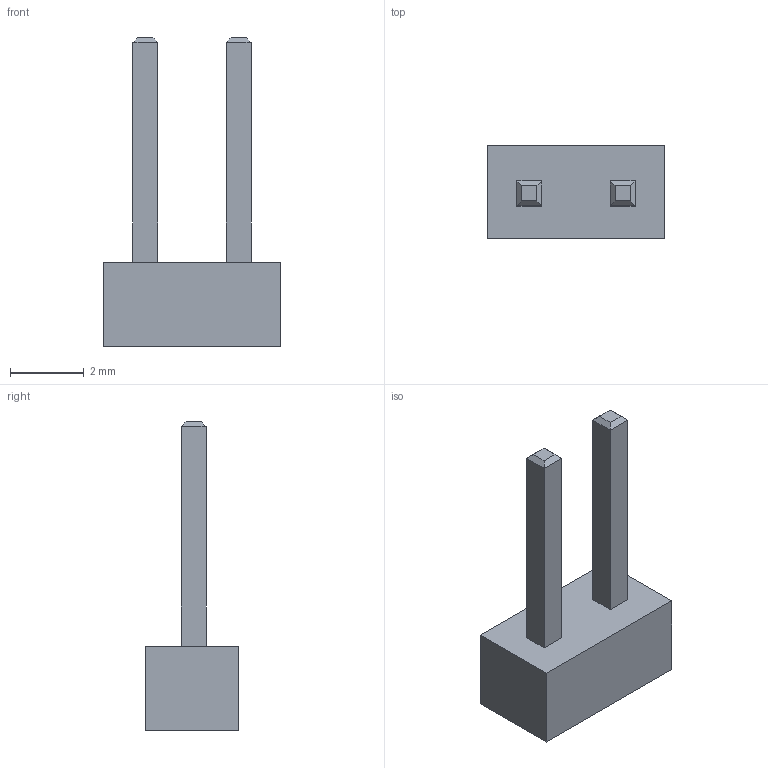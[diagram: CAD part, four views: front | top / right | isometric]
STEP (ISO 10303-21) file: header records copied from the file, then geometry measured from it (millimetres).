
FILE_DESCRIPTION(/* description */ (''),/* implementation_level */ '2;1');
FILE_NAME(/* name */ '276-2194-WIFI_PCB_2PIN-MALE_BATTBKP_ANY.ipt.step',/* time_stamp */ '2020-04-16T23:10:20-04:00',/* author */ ('Jordan'),/* organization */ (''),/* preprocessor_version */ 'ST-DEVELOPER v17',/* originating_system */ 'Autodesk Inventor 2019',/* authorisation */ '');
FILE_SCHEMA (('CONFIG_CONTROL_DESIGN','AUTOMOTIVE_DESIGN { 1 0 10303 214 3 1 1 }'));
Length unit declared in the file: inch
Products named in the file (1): 276-2194-WIFI_PCB_2PIN-MALE_BATTBKP_ANY
Bounding box: 4.83 x 2.54 x 8.38 mm (x, y, z)
Volume: 33.5 mm3; surface area: 90.6 mm2
Topology: 1 solids, 1 shells, 24 faces, 52 edges, 32 vertices
Faces by surface type: plane 24
Entity records: 711 total; most frequent: CARTESIAN_POINT 109, ORIENTED_EDGE 104, DIRECTION 102, LINE 52, VECTOR 52, EDGE_CURVE 52, VERTEX_POINT 32, EDGE_LOOP 26
